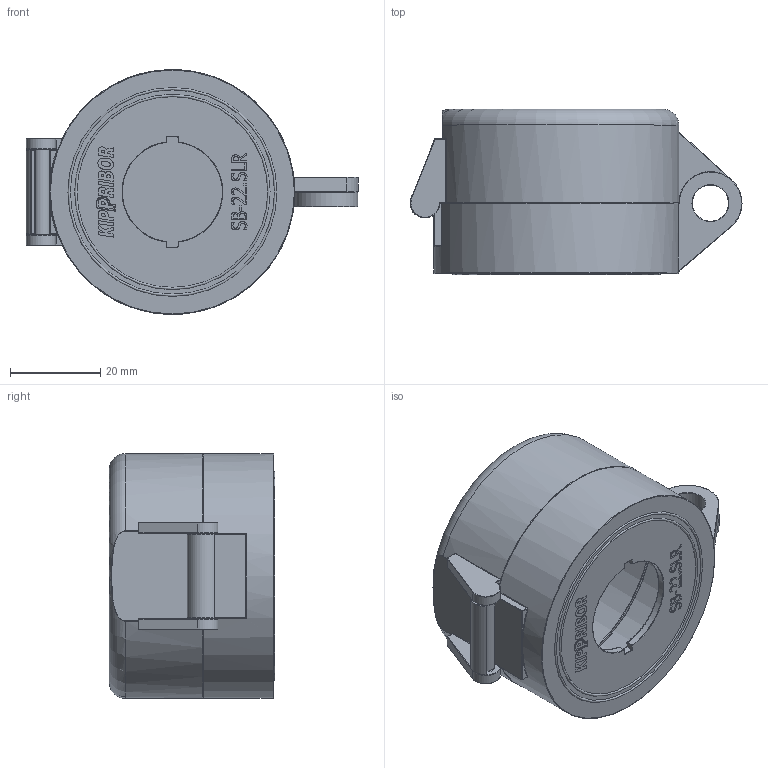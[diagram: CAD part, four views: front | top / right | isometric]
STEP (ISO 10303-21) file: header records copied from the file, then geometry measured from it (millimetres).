
FILE_DESCRIPTION(/* description */ (''),/* implementation_level */ '2;1');
FILE_NAME(/* name */ 'SB-22.SLR.stp',/* time_stamp */ '2024-12-25T13:52:23+07:00',/* author */ ('L0STik'),/* organization */ (''),/* preprocessor_version */ 'ST-DEVELOPER v18.1',/* originating_system */ 'Autodesk Inventor 2021',/* authorisation */ '');
FILE_SCHEMA (('AUTOMOTIVE_DESIGN { 1 0 10303 214 3 1 1 }'));
Length unit declared in the file: millimetre
Products named in the file (3): SB-22.SLR; SB-22.SLR_1; SB-22.SLR_2
Assembly tree (2 placements, depth 2):
  SB-22.SLR
    SB-22.SLR_1
    SB-22.SLR_2
Bounding box: 73.6 x 36.65 x 54.3 mm (x, y, z)
Volume: 22603.2 mm3; surface area: 22170.3 mm2
Topology: 2 solids, 2 shells, 2248 faces, 5132 edges, 2906 vertices
Faces by surface type: bspline 729, cylinder 676, plane 449, sphere 211, torus 183
Full cylindrical faces by diameter (mm): 3.9 x1, 8 x1, 8.001 x1, 49.5 x1, 54.3 x1
Entity records: 79673 total; most frequent: CARTESIAN_POINT 31505, ORIENTED_EDGE 10214, DIRECTION 9619, EDGE_CURVE 5107, AXIS2_PLACEMENT_3D 3878, VERTEX_POINT 2906, EDGE_LOOP 2299, FACE_OUTER_BOUND 2248
